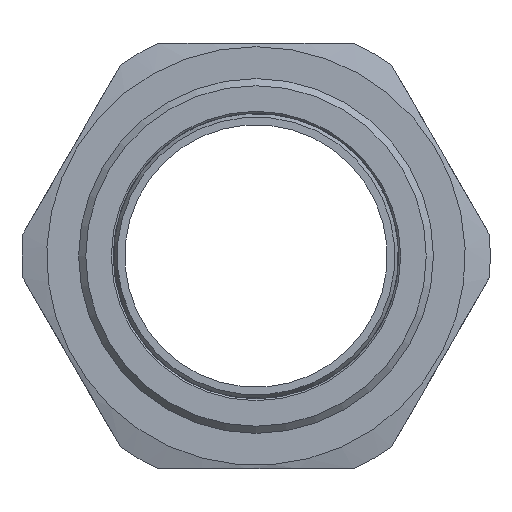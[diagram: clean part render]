
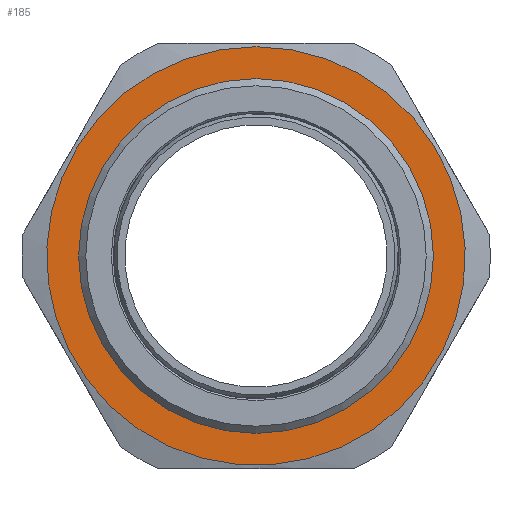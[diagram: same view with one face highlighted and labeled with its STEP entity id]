
A CAD part, left-side view. The second image highlights one B-rep face of the part: STEP entity #185.
In plain terms, the highlighted planar face has unit normal (-1, 0, 0).
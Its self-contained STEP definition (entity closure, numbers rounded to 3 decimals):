
#44 = FACE_OUTER_BOUND ( 'NONE', #2186, .T. ) ;
#185 = ADVANCED_FACE ( 'NONE', ( #1702, #44 ), #691, .F. ) ;
#193 = AXIS2_PLACEMENT_3D ( 'NONE', #1807, #263, #1998 ) ;
#240 = CIRCLE ( 'NONE', #948, 29.5 ) ;
#263 = DIRECTION ( 'NONE',  ( 1., 0., 0. ) ) ;
#504 = CARTESIAN_POINT ( 'NONE',  ( 15., 0., 0. ) ) ;
#691 = PLANE ( 'NONE',  #193 ) ;
#706 = EDGE_CURVE ( 'NONE', #1085, #1085, #2253, .T. ) ;
#904 = EDGE_LOOP ( 'NONE', ( #934 ) ) ;
#934 = ORIENTED_EDGE ( 'NONE', *, *, #706, .F. ) ;
#948 = AXIS2_PLACEMENT_3D ( 'NONE', #1082, #1073, #1530 ) ;
#978 = AXIS2_PLACEMENT_3D ( 'NONE', #504, #2171, #1608 ) ;
#1073 = DIRECTION ( 'NONE',  ( -1., 0., 0. ) ) ;
#1082 = CARTESIAN_POINT ( 'NONE',  ( 15., 0., 0. ) ) ;
#1085 = VERTEX_POINT ( 'NONE', #1721 ) ;
#1474 = ORIENTED_EDGE ( 'NONE', *, *, #1935, .T. ) ;
#1530 = DIRECTION ( 'NONE',  ( 0., 0., 1. ) ) ;
#1608 = DIRECTION ( 'NONE',  ( 0., 0., 1. ) ) ;
#1702 = FACE_BOUND ( 'NONE', #904, .T. ) ;
#1721 = CARTESIAN_POINT ( 'NONE',  ( 15., 0., 25. ) ) ;
#1807 = CARTESIAN_POINT ( 'NONE',  ( 15., 25., 0. ) ) ;
#1935 = EDGE_CURVE ( 'NONE', #2308, #2308, #240, .T. ) ;
#1998 = DIRECTION ( 'NONE',  ( 0., 0., -1. ) ) ;
#2171 = DIRECTION ( 'NONE',  ( -1., 0., 0. ) ) ;
#2186 = EDGE_LOOP ( 'NONE', ( #1474 ) ) ;
#2236 = CARTESIAN_POINT ( 'NONE',  ( 15., 0., 29.5 ) ) ;
#2253 = CIRCLE ( 'NONE', #978, 25. ) ;
#2308 = VERTEX_POINT ( 'NONE', #2236 ) ;
